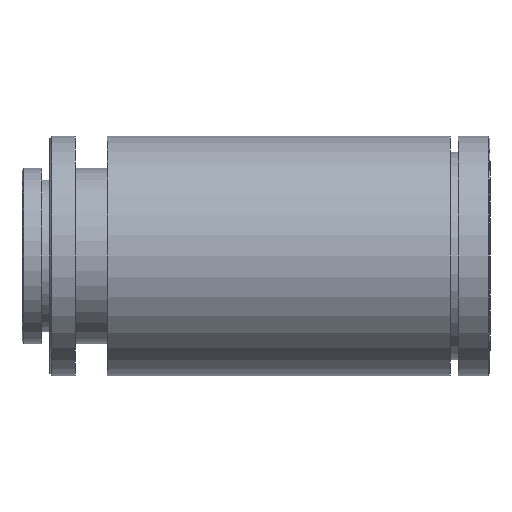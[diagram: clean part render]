
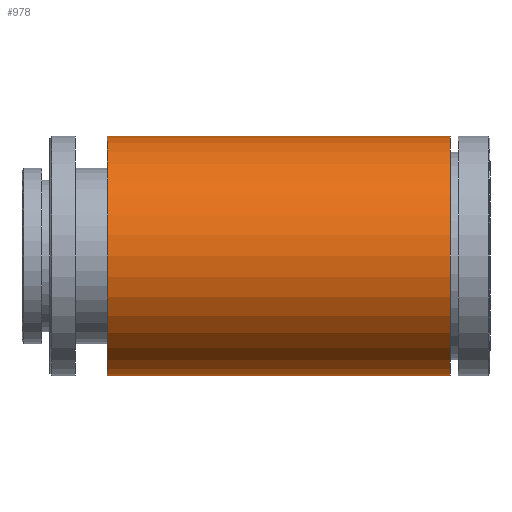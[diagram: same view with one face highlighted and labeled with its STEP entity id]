
A CAD part, front view. The second image highlights one B-rep face of the part: STEP entity #978.
In plain terms, the highlighted cylindrical face has radius 15 mm (diameter 30 mm), a partial arc.
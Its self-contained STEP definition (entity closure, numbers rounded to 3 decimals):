
#47 = CARTESIAN_POINT ( 'NONE',  ( 10.69, 0., 15. ) ) ;
#83 = DIRECTION ( 'NONE',  ( -1., 0., 0. ) ) ;
#103 = CYLINDRICAL_SURFACE ( 'NONE', #884, 15. ) ;
#125 = DIRECTION ( 'NONE',  ( -1., 0., 0. ) ) ;
#184 = LINE ( 'NONE', #653, #670 ) ;
#214 = ORIENTED_EDGE ( 'NONE', *, *, #272, .F. ) ;
#219 = DIRECTION ( 'NONE',  ( 0., 0., 1. ) ) ;
#272 = EDGE_CURVE ( 'NONE', #902, #537, #914, .T. ) ;
#320 = CARTESIAN_POINT ( 'NONE',  ( 10.69, 0., -15. ) ) ;
#343 = CARTESIAN_POINT ( 'NONE',  ( 53.62, 0., 0. ) ) ;
#368 = AXIS2_PLACEMENT_3D ( 'NONE', #343, #804, #439 ) ;
#395 = EDGE_CURVE ( 'NONE', #507, #619, #184, .T. ) ;
#439 = DIRECTION ( 'NONE',  ( 0., 0., 1. ) ) ;
#470 = CARTESIAN_POINT ( 'NONE',  ( -282.112, 0., 0. ) ) ;
#507 = VERTEX_POINT ( 'NONE', #676 ) ;
#537 = VERTEX_POINT ( 'NONE', #320 ) ;
#616 = CARTESIAN_POINT ( 'NONE',  ( 53.62, 0., -15. ) ) ;
#619 = VERTEX_POINT ( 'NONE', #47 ) ;
#625 = ORIENTED_EDGE ( 'NONE', *, *, #720, .F. ) ;
#647 = DIRECTION ( 'NONE',  ( 0., 0., 1. ) ) ;
#653 = CARTESIAN_POINT ( 'NONE',  ( -282.112, 0., 15. ) ) ;
#655 = VECTOR ( 'NONE', #936, 1000. ) ;
#670 = VECTOR ( 'NONE', #83, 1000. ) ;
#675 = CARTESIAN_POINT ( 'NONE',  ( 10.69, 0., 0. ) ) ;
#676 = CARTESIAN_POINT ( 'NONE',  ( 53.62, 0., 15. ) ) ;
#720 = EDGE_CURVE ( 'NONE', #537, #619, #958, .T. ) ;
#750 = AXIS2_PLACEMENT_3D ( 'NONE', #675, #125, #219 ) ;
#796 = EDGE_CURVE ( 'NONE', #902, #507, #866, .T. ) ;
#804 = DIRECTION ( 'NONE',  ( -1., 0., 0. ) ) ;
#822 = FACE_OUTER_BOUND ( 'NONE', #973, .T. ) ;
#826 = ORIENTED_EDGE ( 'NONE', *, *, #796, .T. ) ;
#866 = CIRCLE ( 'NONE', #368, 15. ) ;
#884 = AXIS2_PLACEMENT_3D ( 'NONE', #470, #1190, #647 ) ;
#902 = VERTEX_POINT ( 'NONE', #616 ) ;
#914 = LINE ( 'NONE', #1108, #655 ) ;
#936 = DIRECTION ( 'NONE',  ( -1., 0., 0. ) ) ;
#958 = CIRCLE ( 'NONE', #750, 15. ) ;
#973 = EDGE_LOOP ( 'NONE', ( #214, #826, #1137, #625 ) ) ;
#978 = ADVANCED_FACE ( 'NONE', ( #822 ), #103, .T. ) ;
#1108 = CARTESIAN_POINT ( 'NONE',  ( -282.112, 0., -15. ) ) ;
#1137 = ORIENTED_EDGE ( 'NONE', *, *, #395, .T. ) ;
#1190 = DIRECTION ( 'NONE',  ( -1., 0., 0. ) ) ;
